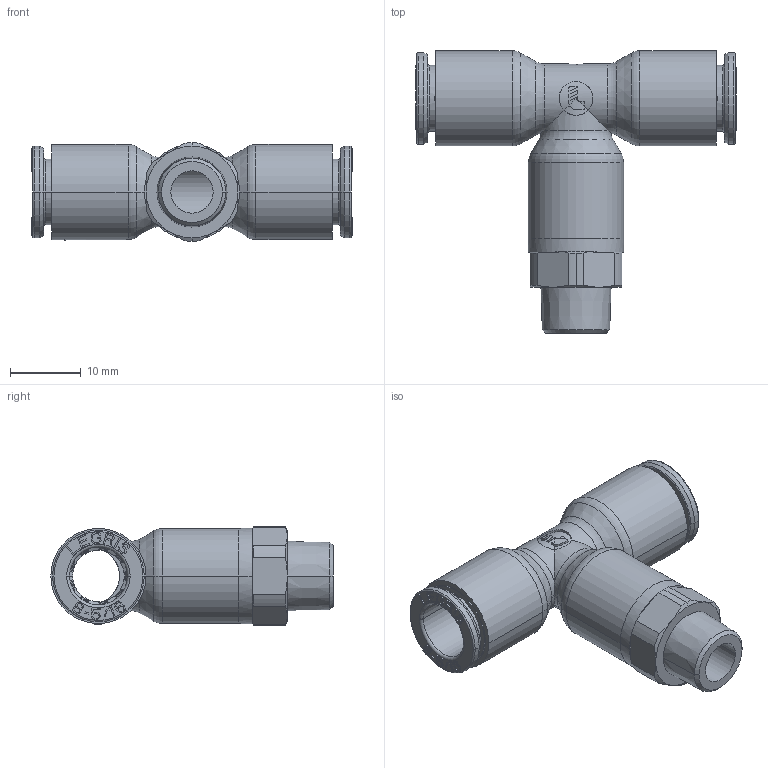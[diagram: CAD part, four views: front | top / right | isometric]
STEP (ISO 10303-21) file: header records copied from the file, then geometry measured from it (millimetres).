
FILE_DESCRIPTION(('STEP AP214'),'1');
FILE_NAME('6808_08_10.stp','2016-07-07T14:42:26',('TraceParts'),('TraceParts S.A.'),'Spatial InterOp 3D',' ',' ');
FILE_SCHEMA(('automotive_design'));
Length unit declared in the file: millimetre
Products named in the file (13): 6808 08 10|44108-19_ASM_1119#44108-19_ASM|44108-30_1115#44108-30;Solide1; 6808 08 10|44108-19_ASM_1119#44108-19_ASM|44108-32_1116#44108-32;Solide1; 6808 08 10|44108-19_ASM_1119#44108-19_ASM|44108_1117#44108;Solide1; 6808 08 10|44108-19_ASM_1119#44108-19_ASM|44108-40_1118#44108-40;Solide1; 6808 08 10|44108-19_ASM_1122#44108-19_ASM|44108-30_1115#44108-30;Solide1; 6808 08 10|44108-19_ASM_1122#44108-19_ASM|44108-32_1116#44108-32;Solide1; 6808 08 10|44108-19_ASM_1122#44108-19_ASM|44108_1117#44108;Solide1; 6808 08 10|44108-19_ASM_1122#44108-19_ASM|44108-40_1118#44108-40;Solide1; 6808 08 10|44518-04_1114#44518-04;Solide1; 6808 08 10|44330-16-69_1120#44330-16-69;Solide1; 6808 08 10|44108-11-10-ASM_1121#44108-11-10-ASM;Solide1; 6808 08 10|44108-11-10-ASM_1123#44108-11-10-ASM;Solide1; 6808 08 10|44108-11-10-ASM_1124#44108-11-10-ASM;Solide1
Bounding box: 45.5 x 40.05 x 14 mm (x, y, z)
Volume: 5369.3 mm3; surface area: 9516.2 mm2
Topology: 13 solids, 13 shells, 1453 faces, 3810 edges, 2443 vertices
Faces by surface type: plane 831, cone 198, cylinder 186, torus 124, bspline 110, sphere 4
Entity records: 62993 total; most frequent: CARTESIAN_POINT 15424, ORIENTED_EDGE 7608, DIRECTION 7145, EDGE_CURVE 3804, LINE 2561, VECTOR 2561, VERTEX_POINT 2443, AXIS2_PLACEMENT_3D 2292
